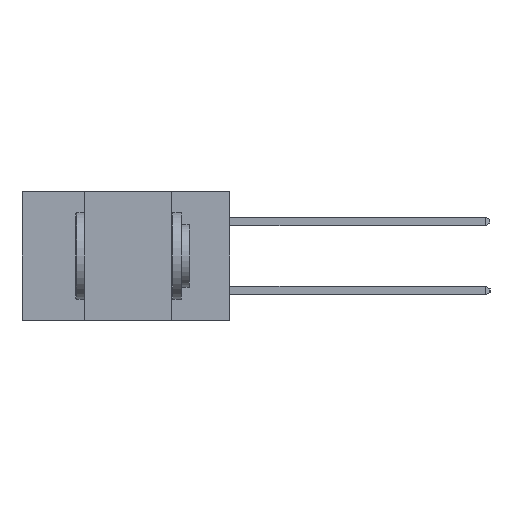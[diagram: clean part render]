
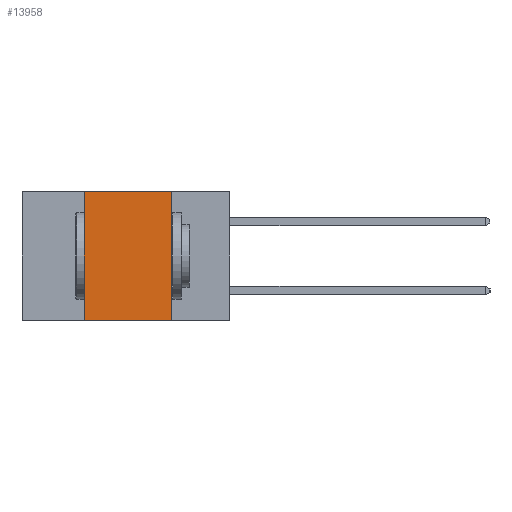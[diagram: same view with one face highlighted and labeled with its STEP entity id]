
A CAD part, left-side view. The second image highlights one B-rep face of the part: STEP entity #13958.
In plain terms, the highlighted planar face has unit normal (-1, 0, 0).
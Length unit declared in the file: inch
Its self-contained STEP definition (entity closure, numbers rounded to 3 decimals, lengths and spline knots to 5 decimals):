
#154 = LINE ( 'NONE', #4030, #11553 ) ;
#214 = LINE ( 'NONE', #10370, #7509 ) ;
#2619 = FACE_OUTER_BOUND ( 'NONE', #14128, .T. ) ;
#2691 = DIRECTION ( 'NONE',  ( 0., 0., 1. ) ) ;
#4030 = CARTESIAN_POINT ( 'NONE',  ( 0., 0.6, 0. ) ) ;
#4157 = PLANE ( 'NONE',  #5583 ) ;
#5246 = EDGE_CURVE ( 'NONE', #6127, #5844, #8607, .T. ) ;
#5561 = DIRECTION ( 'NONE',  ( 0., -1., 0. ) ) ;
#5583 = AXIS2_PLACEMENT_3D ( 'NONE', #5711, #8808, #19501 ) ;
#5711 = CARTESIAN_POINT ( 'NONE',  ( 0., 0.6, 0. ) ) ;
#5844 = VERTEX_POINT ( 'NONE', #12231 ) ;
#5905 = ORIENTED_EDGE ( 'NONE', *, *, #5246, .F. ) ;
#6127 = VERTEX_POINT ( 'NONE', #11247 ) ;
#7509 = VECTOR ( 'NONE', #2691, 39.37008 ) ;
#8607 = LINE ( 'NONE', #16920, #16286 ) ;
#8808 = DIRECTION ( 'NONE',  ( 1., 0., 0. ) ) ;
#9542 = CARTESIAN_POINT ( 'NONE',  ( 0., 0.42, 0. ) ) ;
#9965 = ORIENTED_EDGE ( 'NONE', *, *, #11176, .F. ) ;
#10370 = CARTESIAN_POINT ( 'NONE',  ( 0., 0.42, -0.37 ) ) ;
#10890 = VERTEX_POINT ( 'NONE', #17337 ) ;
#11014 = LINE ( 'NONE', #19281, #18659 ) ;
#11176 = EDGE_CURVE ( 'NONE', #10890, #11538, #214, .T. ) ;
#11247 = CARTESIAN_POINT ( 'NONE',  ( 0., 0.17, 0. ) ) ;
#11538 = VERTEX_POINT ( 'NONE', #9542 ) ;
#11553 = VECTOR ( 'NONE', #16306, 39.37008 ) ;
#11773 = ORIENTED_EDGE ( 'NONE', *, *, #13239, .F. ) ;
#12231 = CARTESIAN_POINT ( 'NONE',  ( 0., 0.17, -0.37 ) ) ;
#13239 = EDGE_CURVE ( 'NONE', #11538, #6127, #154, .T. ) ;
#13958 = ADVANCED_FACE ( 'NONE', ( #2619 ), #4157, .F. ) ;
#14128 = EDGE_LOOP ( 'NONE', ( #5905, #11773, #9965, #15982 ) ) ;
#14606 = EDGE_CURVE ( 'NONE', #10890, #5844, #11014, .T. ) ;
#15982 = ORIENTED_EDGE ( 'NONE', *, *, #14606, .T. ) ;
#16286 = VECTOR ( 'NONE', #17653, 39.37008 ) ;
#16306 = DIRECTION ( 'NONE',  ( 0., -1., 0. ) ) ;
#16920 = CARTESIAN_POINT ( 'NONE',  ( 0., 0.17, -0.37 ) ) ;
#17337 = CARTESIAN_POINT ( 'NONE',  ( 0., 0.42, -0.37 ) ) ;
#17653 = DIRECTION ( 'NONE',  ( 0., 0., -1. ) ) ;
#18659 = VECTOR ( 'NONE', #5561, 39.37008 ) ;
#19281 = CARTESIAN_POINT ( 'NONE',  ( 0., 0.6, -0.37 ) ) ;
#19501 = DIRECTION ( 'NONE',  ( 0., 0., -1. ) ) ;
